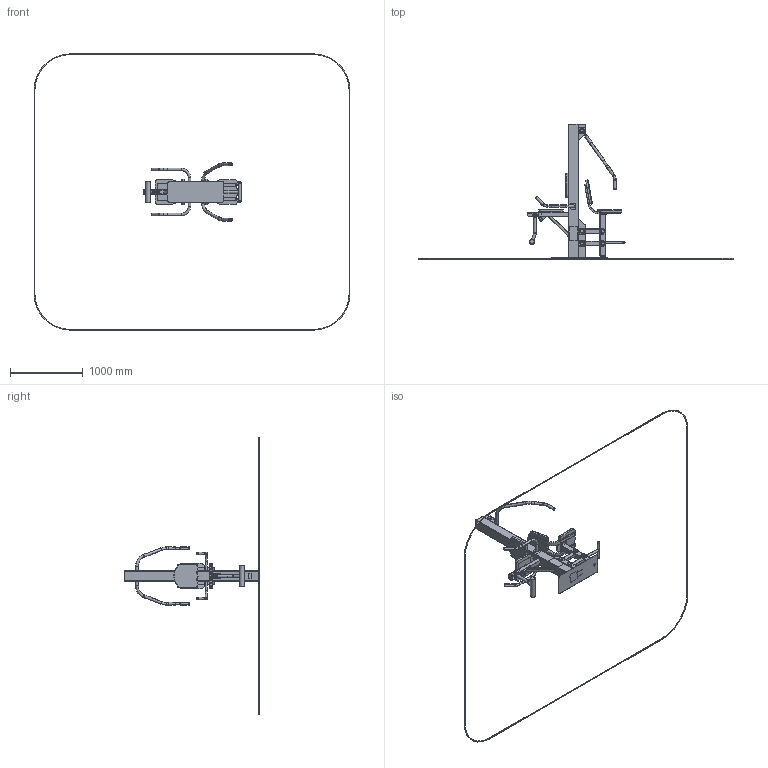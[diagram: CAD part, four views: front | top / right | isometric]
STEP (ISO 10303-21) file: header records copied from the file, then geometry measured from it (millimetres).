
FILE_DESCRIPTION(('STEP AP214'), '1');
FILE_NAME('óëè÷íûé òðåíàæåð ÓÒ-16-21', '', ('UNSPECIFIED'), ('UNSPECIFIED'), 'C3D Converter', 'C3D Toolkit', '');
FILE_SCHEMA(('AUTOMOTIVE_DESIGN { 1 0 10303 214 3 1 1}'));
Length unit declared in the file: millimetre
Products named in the file (79): УТ-16; УТ-10.1Н.00.02.04; УТ-10.1Н.00.02.02; УТ-10.1Н.00.02.03; УТ-10.1.14.01.01.03; УТ-10.1.14.01.01.08; УТ-10.1.14.01.01.13; УТ-10.1.14.01.01.01; УТ-10.1.14.01.01.09; УТ-10.1Н.00.03.00; УТ-10.1Н.00.03.01; УТ-10.1Н.00.01.00; УТ-10.1Н.00.01.02; УТ-10.1Н.00.01.01; В-02; УТ-10.1Н.03.01.07; УТ-10.1Н.01.00.00; УТ-10.1Н.01.01.00; УТ-10.1Н.01.01.04; УТ-10.1Н.01.01.02; УТ-10.1Н.01.01.05; УТ-10.1Н.02.00.00; УТ-10.1Н.02.01.00; УТ-10.1Н.02.01.03; УТ-10.1Н.02.01.01; УТ-10.1Н.02.01.02; УТ-07.1.14.02.01.03; В-12; УТ-10.1Н.00.00.04; ФК-03.03; УТ-18Н.1.14.05.00.00; УТ-18Н.1.14.05.01.00; УТ-18Н.1.14.05.01.04; УТ-10.1.14.01.01.04; УТ-18Н.1.14.05.00.00-01; УТ-18Н.1.14.05.01.00-01; УТ-02.1.14.00.00.01; УТ-10.1.14.00.01.00; УТ-07.1.14.02.01.01; УТ-10.1.14.00.01.02 ...
Assembly tree (134 placements, depth 4):
  (unnamed)
    УТ-16
      УТ-10.1Н.00.02.04
      (unnamed)
      УТ-10.1Н.00.02.02  x2
      (unnamed)
      УТ-10.1Н.00.02.03  x2
      УТ-10.1.14.01.01.03
      УТ-10.1.14.01.01.08
      УТ-10.1.14.01.01.13
      (unnamed)
      УТ-10.1.14.01.01.01
      (unnamed)
      УТ-10.1.14.01.01.09  x2
      (unnamed)  x2
    УТ-10.1Н.00.03.00
      УТ-10.1Н.00.03.01
    (unnamed)
    УТ-10.1Н.00.01.00  x10
      УТ-10.1Н.00.01.02
      УТ-10.1Н.00.01.01
    (unnamed)
      В-02  x2
      (unnamed)
    УТ-16
      В-02  x2
      (unnamed)
      (unnamed)  x2
        (unnamed)
        (unnamed)
        (unnamed)
        (unnamed)
      УТ-10.1Н.03.01.07
    УТ-10.1Н.01.00.00
      УТ-10.1Н.01.01.00
        (unnamed)
        УТ-10.1Н.01.01.04
        (unnamed)
        УТ-10.1Н.01.01.02
        УТ-10.1Н.01.01.05
      (unnamed)  x2
      (unnamed)
    УТ-10.1Н.02.00.00
      УТ-10.1Н.02.01.00
        УТ-10.1Н.02.01.03
        УТ-10.1Н.02.01.01
        УТ-10.1Н.02.01.02  x2
      УТ-07.1.14.02.01.03  x4
      (unnamed)  x2
    (unnamed)
      (unnamed)
        УТ-10.1Н.03.01.07
        (unnamed)
        В-12
        (unnamed)
        (unnamed)
        (unnamed)  x2
      (unnamed)  x2
    УТ-10.1Н.00.00.04  x2
    (unnamed)
Bounding box: 4341.98 x 1854 x 3800 mm (x, y, z)
Volume: 29868485.3 mm3; surface area: 8081628.1 mm2
Topology: 115 solids, 125 shells, 1833 faces, 3959 edges, 2411 vertices
Faces by surface type: plane 712, cylinder 602, cone 270, torus 231, sphere 18
Full cylindrical faces by diameter (mm): 2 x2, 5 x3, 6.5 x2, 6.647 x4, 8 x2, 10 x4, 12 x2, 14 x1, 20 x2, 26 x10, 27.29 x4, 28 x5, 28.4 x1, 30 x5, 32 x5, 34 x20, 36 x2, 39.71 x4, 40 x9, 40.302 x1, 42 x2, 43 x10, 46 x20, 46.955 x2, 47 x20, 48.955 x3, 49 x14, 53 x20, 55 x10, 56 x10
Entity records: 35985 total; most frequent: CARTESIAN_POINT 4683, DIRECTION 4324, ORIENTED_EDGE 3322, AXIS2_PLACEMENT_3D 1712, EDGE_CURVE 1661, EDGE_LOOP 1202, VERTEX_POINT 1183, LINE 900
